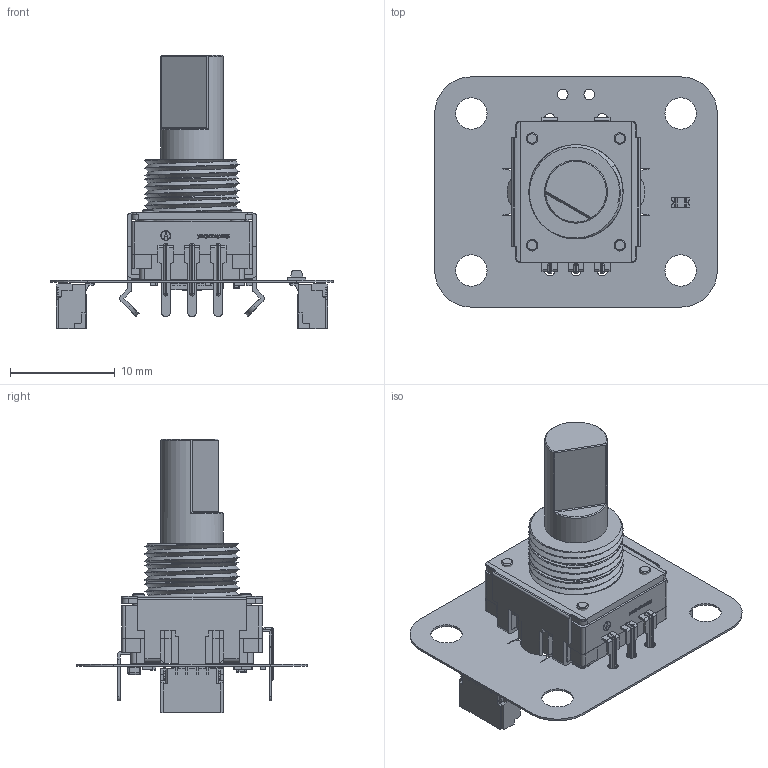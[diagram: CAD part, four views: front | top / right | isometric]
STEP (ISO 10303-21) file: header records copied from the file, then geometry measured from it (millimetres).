
FILE_DESCRIPTION(('Open CASCADE Model'),'2;1');
FILE_NAME('Open CASCADE Shape Model','2025-02-21T10:31:54',('Author'),( 'Open CASCADE'),'Open CASCADE STEP processor 7.5','Open CASCADE 7.5' ,'Unknown');
FILE_SCHEMA(('AUTOMOTIVE_DESIGN { 1 0 10303 214 1 1 1 1 }'));
Length unit declared in the file: millimetre
Products named in the file (53): PCB; Board; Open CASCADE STEP translator 7.5 21.1.1; STAT1; 0603 LED Green; Solid1; Solid4; C4; Cap_TDK_C1005X6S1C105K050BC_eec; body; side; TDK Logo; U; DUELink-Connector-BM04B-SRSS-TB; D; R10; User Library-R SMD 0402; User Library-R SMD 0402_0402 BODY; User Library-R SMD 0402_0402 PAD; User Library-R SMD 0402_0402 OPIS; R9; R8; C5; ENC1; Enc_Bourns_PEC11R-4215F-S0024_eec; 1; 3; 4; 5; 6; 7; 8; 9; 10; 888; pec12r-3x17f-sxxxx; Bourns Logo; 2; R7; R4 ...
Assembly tree (63 placements, depth 5):
  PCB
    Board
      Open CASCADE STEP translator 7.5 21.1.1
    STAT1
      0603 LED Green
        Solid1
        Solid4
        Solid1
        Solid1
        Solid4
        Solid1
        Solid1
        Solid1
    C4
      Cap_TDK_C1005X6S1C105K050BC_eec
        body
        side  x2
        TDK Logo
    U
      DUELink-Connector-BM04B-SRSS-TB
    D
      DUELink-Connector-BM04B-SRSS-TB
    R10
      User Library-R SMD 0402
        User Library-R SMD 0402_0402 BODY
        User Library-R SMD 0402_0402 PAD  x2
        User Library-R SMD 0402_0402 OPIS
    R9
      User Library-R SMD 0402
        User Library-R SMD 0402_0402 BODY
        User Library-R SMD 0402_0402 PAD  x2
        User Library-R SMD 0402_0402 OPIS
    R8
      User Library-R SMD 0402
        User Library-R SMD 0402_0402 BODY
        User Library-R SMD 0402_0402 PAD  x2
        User Library-R SMD 0402_0402 OPIS
    C5
      Cap_TDK_C1005X6S1C105K050BC_eec
        body
        side  x2
        TDK Logo
    ENC1
      Enc_Bourns_PEC11R-4215F-S0024_eec
        1
          1
          3
          4
          5
          6
          7
          8
          9
          10
          888
          pec12r-3x17f-sxxxx
          Bourns Logo
          2  x4
    R7
      User Library-R SMD 0402
Bounding box: 27 x 22 x 26.12 mm (x, y, z)
Volume: 1610.9 mm3; surface area: 4590.2 mm2
Topology: 168 solids, 179 shells, 2885 faces, 9988 edges, 10373 vertices
Faces by surface type: plane 1989, cylinder 469, bspline 379, sphere 24, cone 16, revolution 8
Full cylindrical faces by diameter (mm): 0.55 x4, 0.7 x4, 0.8 x11, 0.863 x1, 0.946 x1, 1 x9, 1.016 x2, 1.1 x8, 3 x4, 6 x5, 9 x1
Entity records: 82667 total; most frequent: CARTESIAN_POINT 22339, DIRECTION 10531, ORIENTED_EDGE 10004, LINE 5037, VECTOR 5037, EDGE_CURVE 5002, VERTEX_POINT 3273, AXIS2_PLACEMENT_3D 2743
